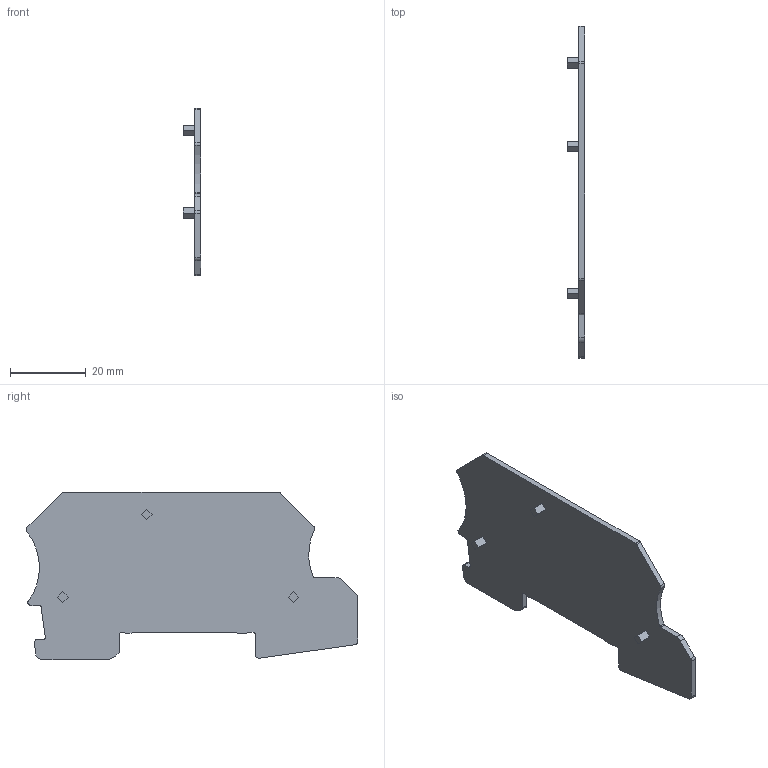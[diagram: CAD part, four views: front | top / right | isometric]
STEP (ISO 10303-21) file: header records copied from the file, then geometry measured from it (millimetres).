
FILE_DESCRIPTION(('CATIA V5 STEP Exchange','CAx-IF Rec.Pracs.--- Model Styling and Organization---1.4--- 2014-01-23'),'2;1');
FILE_NAME ('D1451782_0', '2020-01-27T13:47:16+00:00', ('none'), ('Weidmueller'), 'CATIA Version 5-6 Release 2016 SP3 HF44', 'CATIA V5 STEP AP214', 'none');
FILE_SCHEMA(('AUTOMOTIVE_DESIGN { 1 0 10303 214 1 1 1 1 }'));
Length unit declared in the file: millimetre
Products named in the file (1): 1415070000_AP_WMF2-5_BL
Bounding box: 4.5 x 87.73 x 44.25 mm (x, y, z)
Volume: 4667.5 mm3; surface area: 6640.8 mm2
Topology: 1 solids, 1 shells, 69 faces, 192 edges, 128 vertices
Faces by surface type: plane 39, cylinder 30
Entity records: 2168 total; most frequent: CARTESIAN_POINT 386, ORIENTED_EDGE 384, DIRECTION 322, EDGE_CURVE 192, VECTOR 132, LINE 132, VERTEX_POINT 128, AXIS2_PLACEMENT_3D 126
